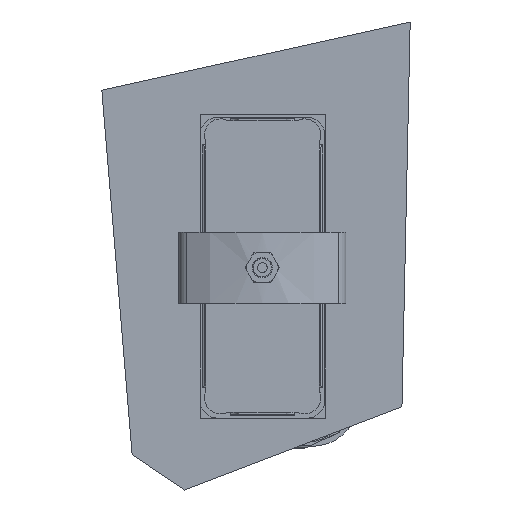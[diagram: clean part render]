
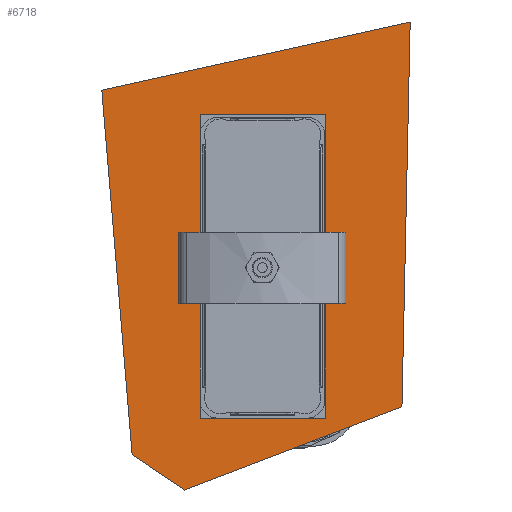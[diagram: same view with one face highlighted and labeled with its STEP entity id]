
A CAD part, front view. The second image highlights one B-rep face of the part: STEP entity #6718.
In plain terms, the highlighted planar face has unit normal (0, -1, 0).
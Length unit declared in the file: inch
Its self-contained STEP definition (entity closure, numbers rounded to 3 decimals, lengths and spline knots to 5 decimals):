
#6487=CARTESIAN_POINT('',(9.06051,2.76431,-1.92183));
#6488=VERTEX_POINT('',#6487);
#6505=CARTESIAN_POINT('',(2.58894,2.76431,-3.35452));
#6506=VERTEX_POINT('',#6505);
#6513=CARTESIAN_POINT('',(2.58894,2.76431,-3.35452));
#6514=DIRECTION('',(0.976,0.0,0.216));
#6515=VECTOR('',#6514,6.62825);
#6516=LINE('',#6513,#6515);
#6517=EDGE_CURVE('',#6506,#6488,#6516,.T.);
#6601=CARTESIAN_POINT('',(8.88803,2.76431,-10.00051));
#6602=VERTEX_POINT('',#6601);
#6603=CARTESIAN_POINT('',(9.06051,2.76431,-1.92183));
#6604=DIRECTION('',(-0.021,0.0,-1.));
#6605=VECTOR('',#6604,8.08052);
#6606=LINE('',#6603,#6605);
#6607=EDGE_CURVE('',#6488,#6602,#6606,.T.);
#6625=CARTESIAN_POINT('',(4.33244,2.76431,-11.74464));
#6626=VERTEX_POINT('',#6625);
#6627=CARTESIAN_POINT('',(8.88803,2.76431,-10.00051));
#6628=DIRECTION('',(-0.934,0.0,-0.358));
#6629=VECTOR('',#6628,4.87806);
#6630=LINE('',#6627,#6629);
#6631=EDGE_CURVE('',#6602,#6626,#6630,.T.);
#6649=CARTESIAN_POINT('',(3.22411,2.76431,-11.00669));
#6650=VERTEX_POINT('',#6649);
#6651=CARTESIAN_POINT('',(4.33244,2.76431,-11.74464));
#6652=DIRECTION('',(-0.832,0.0,0.554));
#6653=VECTOR('',#6652,1.33153);
#6654=LINE('',#6651,#6653);
#6655=EDGE_CURVE('',#6626,#6650,#6654,.T.);
#6667=CARTESIAN_POINT('',(7.27869,2.76431,-10.23596));
#6668=DIRECTION('',(0.0,1.0,0.0));
#6669=DIRECTION('',(0.0,0.0,-1.0));
#6670=AXIS2_PLACEMENT_3D('',#6667,#6668,#6669);
#6671=PLANE('',#6670);
#6672=ORIENTED_EDGE('',*,*,#6517,.F.);
#6673=CARTESIAN_POINT('',(3.22411,2.76431,-11.00669));
#6674=DIRECTION('',(-0.083,0.0,0.997));
#6675=VECTOR('',#6674,7.67849);
#6676=LINE('',#6673,#6675);
#6677=EDGE_CURVE('',#6650,#6506,#6676,.T.);
#6678=ORIENTED_EDGE('',*,*,#6677,.F.);
#6679=ORIENTED_EDGE('',*,*,#6655,.F.);
#6680=ORIENTED_EDGE('',*,*,#6631,.F.);
#6681=ORIENTED_EDGE('',*,*,#6607,.F.);
#6682=EDGE_LOOP('',(#6672,#6678,#6679,#6680,#6681));
#6683=FACE_OUTER_BOUND('',#6682,.T.);
#6684=CARTESIAN_POINT('',(7.27869,2.76431,-10.23596));
#6685=VERTEX_POINT('',#6684);
#6686=CARTESIAN_POINT('',(7.27869,2.76431,-3.86096));
#6687=VERTEX_POINT('',#6686);
#6688=CARTESIAN_POINT('',(7.27869,2.76431,-10.23596));
#6689=DIRECTION('',(0.0,0.0,1.0));
#6690=VECTOR('',#6689,6.375);
#6691=LINE('',#6688,#6690);
#6692=EDGE_CURVE('',#6685,#6687,#6691,.T.);
#6693=ORIENTED_EDGE('',*,*,#6692,.F.);
#6694=CARTESIAN_POINT('',(4.65369,2.76431,-10.23596));
#6695=VERTEX_POINT('',#6694);
#6696=CARTESIAN_POINT('',(4.65369,2.76431,-10.23596));
#6697=DIRECTION('',(1.0,0.0,0.0));
#6698=VECTOR('',#6697,2.625);
#6699=LINE('',#6696,#6698);
#6700=EDGE_CURVE('',#6695,#6685,#6699,.T.);
#6701=ORIENTED_EDGE('',*,*,#6700,.F.);
#6702=CARTESIAN_POINT('',(4.65369,2.76431,-3.86096));
#6703=VERTEX_POINT('',#6702);
#6704=CARTESIAN_POINT('',(4.65369,2.76431,-3.86096));
#6705=DIRECTION('',(0.0,0.0,-1.0));
#6706=VECTOR('',#6705,6.375);
#6707=LINE('',#6704,#6706);
#6708=EDGE_CURVE('',#6703,#6695,#6707,.T.);
#6709=ORIENTED_EDGE('',*,*,#6708,.F.);
#6710=CARTESIAN_POINT('',(7.27869,2.76431,-3.86096));
#6711=DIRECTION('',(-1.0,0.0,0.0));
#6712=VECTOR('',#6711,2.625);
#6713=LINE('',#6710,#6712);
#6714=EDGE_CURVE('',#6687,#6703,#6713,.T.);
#6715=ORIENTED_EDGE('',*,*,#6714,.F.);
#6716=EDGE_LOOP('',(#6693,#6701,#6709,#6715));
#6717=FACE_BOUND('',#6716,.T.);
#6718=ADVANCED_FACE('',(#6683,#6717),#6671,.F.);
